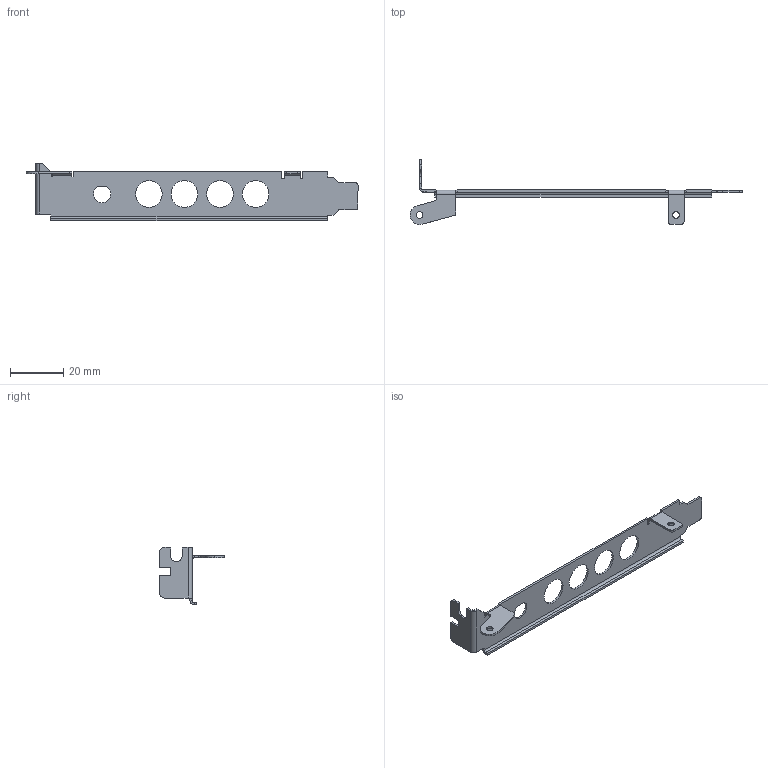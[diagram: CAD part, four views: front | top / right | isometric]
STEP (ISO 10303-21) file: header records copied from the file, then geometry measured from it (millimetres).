
FILE_DESCRIPTION (( 'STEP AP214' ), '1' );
FILE_NAME ('PCIe Bracket for Timing Card V3.STEP', '2021-06-18T01:56:20', ( '' ), ( '' ), 'SwSTEP 2.0', 'SolidWorks 2020', '' );
FILE_SCHEMA (( 'AUTOMOTIVE_DESIGN' ));
Length unit declared in the file: millimetre
Products named in the file (1): PCIe Bracket for Timing Card V3
Bounding box: 124.4 x 24.36 x 21.59 mm (x, y, z)
Volume: 1832.3 mm3; surface area: 5025.3 mm2
Topology: 1 solids, 1 shells, 113 faces, 301 edges, 190 vertices
Faces by surface type: plane 65, cylinder 48
Entity records: 3601 total; most frequent: DIRECTION 625, CARTESIAN_POINT 605, ORIENTED_EDGE 602, EDGE_CURVE 301, AXIS2_PLACEMENT_3D 210, LINE 205, VECTOR 205, VERTEX_POINT 190
